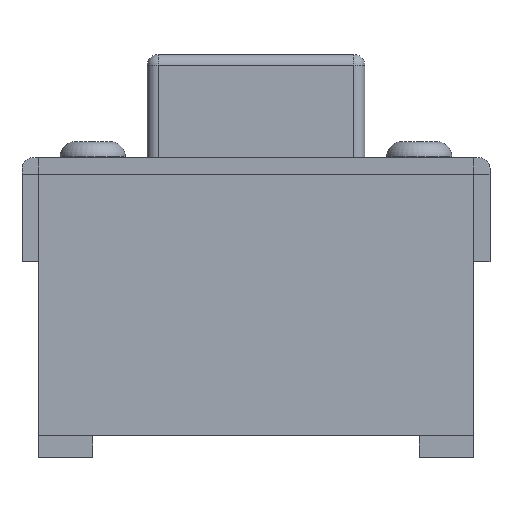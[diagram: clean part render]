
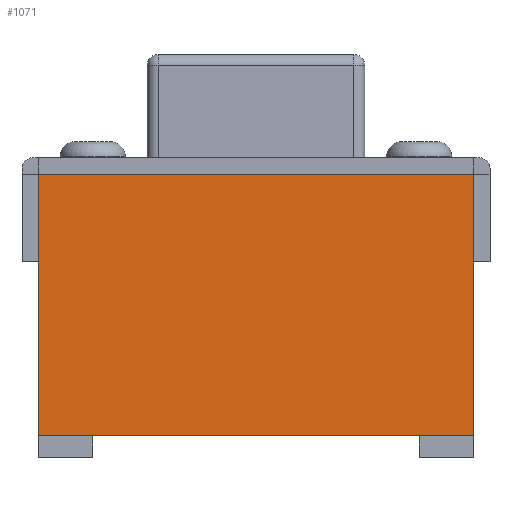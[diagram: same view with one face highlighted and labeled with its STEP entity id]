
A CAD part, top view. The second image highlights one B-rep face of the part: STEP entity #1071.
In plain terms, the highlighted planar face has unit normal (0, 0, 1).
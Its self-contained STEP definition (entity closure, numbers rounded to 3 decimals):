
#432 = VERTEX_POINT('',#433);
#433 = CARTESIAN_POINT('',(2.,1.,1.8));
#441 = VERTEX_POINT('',#442);
#442 = CARTESIAN_POINT('',(-2.,1.,1.8));
#448 = EDGE_CURVE('',#432,#441,#449,.T.);
#449 = LINE('',#450,#451);
#450 = CARTESIAN_POINT('',(2.,1.,1.8));
#451 = VECTOR('',#452,1.);
#452 = DIRECTION('',(-1.,0.,0.));
#1071 = ADVANCED_FACE('',(#1072),#1113,.T.);
#1072 = FACE_BOUND('',#1073,.T.);
#1073 = EDGE_LOOP('',(#1074,#1084,#1092,#1098,#1099,#1107));
#1074 = ORIENTED_EDGE('',*,*,#1075,.T.);
#1075 = EDGE_CURVE('',#1076,#1078,#1080,.T.);
#1076 = VERTEX_POINT('',#1077);
#1077 = CARTESIAN_POINT('',(-2.,-1.4,1.8));
#1078 = VERTEX_POINT('',#1079);
#1079 = CARTESIAN_POINT('',(2.,-1.4,1.8));
#1080 = LINE('',#1081,#1082);
#1081 = CARTESIAN_POINT('',(-2.,-1.4,1.8));
#1082 = VECTOR('',#1083,1.);
#1083 = DIRECTION('',(1.,0.,0.));
#1084 = ORIENTED_EDGE('',*,*,#1085,.T.);
#1085 = EDGE_CURVE('',#1078,#1086,#1088,.T.);
#1086 = VERTEX_POINT('',#1087);
#1087 = CARTESIAN_POINT('',(2.,0.2,1.8));
#1088 = LINE('',#1089,#1090);
#1089 = CARTESIAN_POINT('',(2.,-1.4,1.8));
#1090 = VECTOR('',#1091,1.);
#1091 = DIRECTION('',(0.,1.,0.));
#1092 = ORIENTED_EDGE('',*,*,#1093,.F.);
#1093 = EDGE_CURVE('',#432,#1086,#1094,.T.);
#1094 = LINE('',#1095,#1096);
#1095 = CARTESIAN_POINT('',(2.,1.,1.8));
#1096 = VECTOR('',#1097,1.);
#1097 = DIRECTION('',(0.,-1.,0.));
#1098 = ORIENTED_EDGE('',*,*,#448,.T.);
#1099 = ORIENTED_EDGE('',*,*,#1100,.T.);
#1100 = EDGE_CURVE('',#441,#1101,#1103,.T.);
#1101 = VERTEX_POINT('',#1102);
#1102 = CARTESIAN_POINT('',(-2.,0.2,1.8));
#1103 = LINE('',#1104,#1105);
#1104 = CARTESIAN_POINT('',(-2.,1.,1.8));
#1105 = VECTOR('',#1106,1.);
#1106 = DIRECTION('',(-0.,-1.,-0.));
#1107 = ORIENTED_EDGE('',*,*,#1108,.T.);
#1108 = EDGE_CURVE('',#1101,#1076,#1109,.T.);
#1109 = LINE('',#1110,#1111);
#1110 = CARTESIAN_POINT('',(-2.,1.,1.8));
#1111 = VECTOR('',#1112,1.);
#1112 = DIRECTION('',(0.,-1.,0.));
#1113 = PLANE('',#1114);
#1114 = AXIS2_PLACEMENT_3D('',#1115,#1116,#1117);
#1115 = CARTESIAN_POINT('',(0.,-0.2,1.8));
#1116 = DIRECTION('',(0.,0.,1.));
#1117 = DIRECTION('',(1.,0.,0.));
